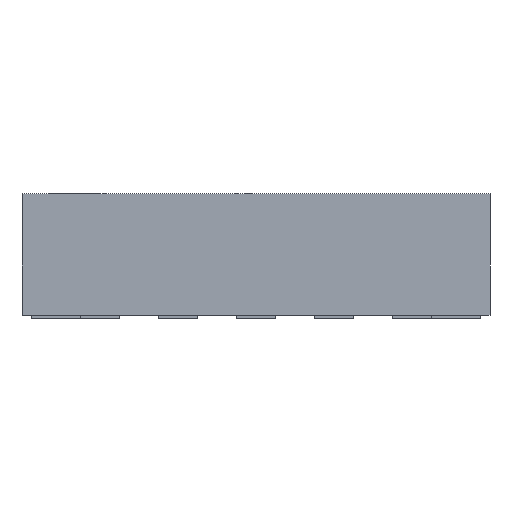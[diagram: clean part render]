
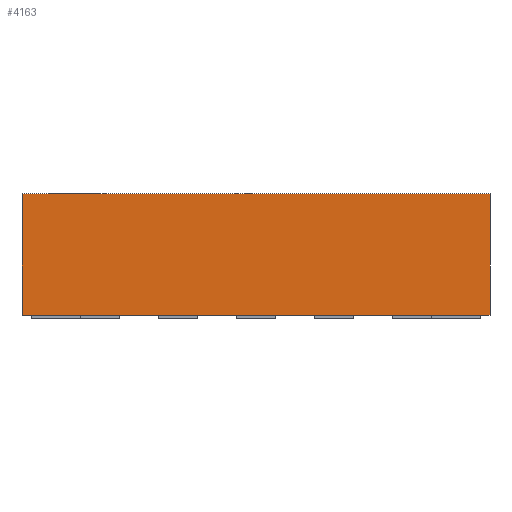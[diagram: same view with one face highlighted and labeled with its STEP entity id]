
A CAD part, left-side view. The second image highlights one B-rep face of the part: STEP entity #4163.
In plain terms, the highlighted planar face has unit normal (-1, 0, 0).
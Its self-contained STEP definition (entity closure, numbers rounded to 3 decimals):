
#3845 = PLANE('',#3846);
#3846 = AXIS2_PLACEMENT_3D('',#3847,#3848,#3849);
#3847 = CARTESIAN_POINT('',(0.,0.,0.78
    ));
#3848 = DIRECTION('',(0.,0.,1.));
#3849 = DIRECTION('',(0.,1.,0.));
#3999 = PLANE('',#4000);
#4000 = AXIS2_PLACEMENT_3D('',#4001,#4002,#4003);
#4001 = CARTESIAN_POINT('',(0.,0.,0.));
#4002 = DIRECTION('',(0.,0.,1.));
#4003 = DIRECTION('',(0.,1.,0.));
#4027 = PLANE('',#4028);
#4028 = AXIS2_PLACEMENT_3D('',#4029,#4030,#4031);
#4029 = CARTESIAN_POINT('',(-1.5,1.5,0.78));
#4030 = DIRECTION('',(0.,-1.,0.));
#4031 = DIRECTION('',(1.,0.,0.));
#4076 = PLANE('',#4077);
#4077 = AXIS2_PLACEMENT_3D('',#4078,#4079,#4080);
#4078 = CARTESIAN_POINT('',(-1.5,-1.5,0.78));
#4079 = DIRECTION('',(0.,1.,0.));
#4080 = DIRECTION('',(-1.,0.,0.));
#4092 = VERTEX_POINT('',#4093);
#4093 = CARTESIAN_POINT('',(-1.5,1.5,0.));
#4114 = EDGE_CURVE('',#4115,#4092,#4117,.T.);
#4115 = VERTEX_POINT('',#4116);
#4116 = CARTESIAN_POINT('',(-1.5,1.5,0.78));
#4117 = SURFACE_CURVE('',#4118,(#4122,#4129),.PCURVE_S1.);
#4118 = LINE('',#4119,#4120);
#4119 = CARTESIAN_POINT('',(-1.5,1.5,0.78));
#4120 = VECTOR('',#4121,1.);
#4121 = DIRECTION('',(0.,0.,-1.));
#4122 = PCURVE('',#4027,#4123);
#4123 = DEFINITIONAL_REPRESENTATION('',(#4124),#4128);
#4124 = LINE('',#4125,#4126);
#4125 = CARTESIAN_POINT('',(0.,0.));
#4126 = VECTOR('',#4127,1.);
#4127 = DIRECTION('',(0.,-1.));
#4128 = ( GEOMETRIC_REPRESENTATION_CONTEXT(2) 
PARAMETRIC_REPRESENTATION_CONTEXT() REPRESENTATION_CONTEXT('2D SPACE',''
  ) );
#4129 = PCURVE('',#4130,#4135);
#4130 = PLANE('',#4131);
#4131 = AXIS2_PLACEMENT_3D('',#4132,#4133,#4134);
#4132 = CARTESIAN_POINT('',(-1.5,1.5,0.78));
#4133 = DIRECTION('',(1.,0.,0.));
#4134 = DIRECTION('',(0.,1.,0.));
#4135 = DEFINITIONAL_REPRESENTATION('',(#4136),#4140);
#4136 = LINE('',#4137,#4138);
#4137 = CARTESIAN_POINT('',(0.,0.));
#4138 = VECTOR('',#4139,1.);
#4139 = DIRECTION('',(0.,-1.));
#4140 = ( GEOMETRIC_REPRESENTATION_CONTEXT(2) 
PARAMETRIC_REPRESENTATION_CONTEXT() REPRESENTATION_CONTEXT('2D SPACE',''
  ) );
#4163 = ADVANCED_FACE('',(#4164),#4130,.F.);
#4164 = FACE_BOUND('',#4165,.T.);
#4165 = EDGE_LOOP('',(#4166,#4189,#4212,#4233));
#4166 = ORIENTED_EDGE('',*,*,#4167,.T.);
#4167 = EDGE_CURVE('',#4092,#4168,#4170,.T.);
#4168 = VERTEX_POINT('',#4169);
#4169 = CARTESIAN_POINT('',(-1.5,-1.5,0.));
#4170 = SURFACE_CURVE('',#4171,(#4175,#4182),.PCURVE_S1.);
#4171 = LINE('',#4172,#4173);
#4172 = CARTESIAN_POINT('',(-1.5,1.5,0.));
#4173 = VECTOR('',#4174,1.);
#4174 = DIRECTION('',(0.,-1.,0.));
#4175 = PCURVE('',#4130,#4176);
#4176 = DEFINITIONAL_REPRESENTATION('',(#4177),#4181);
#4177 = LINE('',#4178,#4179);
#4178 = CARTESIAN_POINT('',(0.,-0.78));
#4179 = VECTOR('',#4180,1.);
#4180 = DIRECTION('',(-1.,0.));
#4181 = ( GEOMETRIC_REPRESENTATION_CONTEXT(2) 
PARAMETRIC_REPRESENTATION_CONTEXT() REPRESENTATION_CONTEXT('2D SPACE',''
  ) );
#4182 = PCURVE('',#3999,#4183);
#4183 = DEFINITIONAL_REPRESENTATION('',(#4184),#4188);
#4184 = LINE('',#4185,#4186);
#4185 = CARTESIAN_POINT('',(1.5,1.5));
#4186 = VECTOR('',#4187,1.);
#4187 = DIRECTION('',(-1.,0.));
#4188 = ( GEOMETRIC_REPRESENTATION_CONTEXT(2) 
PARAMETRIC_REPRESENTATION_CONTEXT() REPRESENTATION_CONTEXT('2D SPACE',''
  ) );
#4189 = ORIENTED_EDGE('',*,*,#4190,.F.);
#4190 = EDGE_CURVE('',#4191,#4168,#4193,.T.);
#4191 = VERTEX_POINT('',#4192);
#4192 = CARTESIAN_POINT('',(-1.5,-1.5,0.78));
#4193 = SURFACE_CURVE('',#4194,(#4198,#4205),.PCURVE_S1.);
#4194 = LINE('',#4195,#4196);
#4195 = CARTESIAN_POINT('',(-1.5,-1.5,0.78));
#4196 = VECTOR('',#4197,1.);
#4197 = DIRECTION('',(0.,0.,-1.));
#4198 = PCURVE('',#4130,#4199);
#4199 = DEFINITIONAL_REPRESENTATION('',(#4200),#4204);
#4200 = LINE('',#4201,#4202);
#4201 = CARTESIAN_POINT('',(-3.,0.));
#4202 = VECTOR('',#4203,1.);
#4203 = DIRECTION('',(0.,-1.));
#4204 = ( GEOMETRIC_REPRESENTATION_CONTEXT(2) 
PARAMETRIC_REPRESENTATION_CONTEXT() REPRESENTATION_CONTEXT('2D SPACE',''
  ) );
#4205 = PCURVE('',#4076,#4206);
#4206 = DEFINITIONAL_REPRESENTATION('',(#4207),#4211);
#4207 = LINE('',#4208,#4209);
#4208 = CARTESIAN_POINT('',(0.,0.));
#4209 = VECTOR('',#4210,1.);
#4210 = DIRECTION('',(0.,-1.));
#4211 = ( GEOMETRIC_REPRESENTATION_CONTEXT(2) 
PARAMETRIC_REPRESENTATION_CONTEXT() REPRESENTATION_CONTEXT('2D SPACE',''
  ) );
#4212 = ORIENTED_EDGE('',*,*,#4213,.F.);
#4213 = EDGE_CURVE('',#4115,#4191,#4214,.T.);
#4214 = SURFACE_CURVE('',#4215,(#4219,#4226),.PCURVE_S1.);
#4215 = LINE('',#4216,#4217);
#4216 = CARTESIAN_POINT('',(-1.5,1.5,0.78));
#4217 = VECTOR('',#4218,1.);
#4218 = DIRECTION('',(0.,-1.,0.));
#4219 = PCURVE('',#4130,#4220);
#4220 = DEFINITIONAL_REPRESENTATION('',(#4221),#4225);
#4221 = LINE('',#4222,#4223);
#4222 = CARTESIAN_POINT('',(0.,0.));
#4223 = VECTOR('',#4224,1.);
#4224 = DIRECTION('',(-1.,0.));
#4225 = ( GEOMETRIC_REPRESENTATION_CONTEXT(2) 
PARAMETRIC_REPRESENTATION_CONTEXT() REPRESENTATION_CONTEXT('2D SPACE',''
  ) );
#4226 = PCURVE('',#3845,#4227);
#4227 = DEFINITIONAL_REPRESENTATION('',(#4228),#4232);
#4228 = LINE('',#4229,#4230);
#4229 = CARTESIAN_POINT('',(1.5,1.5));
#4230 = VECTOR('',#4231,1.);
#4231 = DIRECTION('',(-1.,0.));
#4232 = ( GEOMETRIC_REPRESENTATION_CONTEXT(2) 
PARAMETRIC_REPRESENTATION_CONTEXT() REPRESENTATION_CONTEXT('2D SPACE',''
  ) );
#4233 = ORIENTED_EDGE('',*,*,#4114,.T.);
